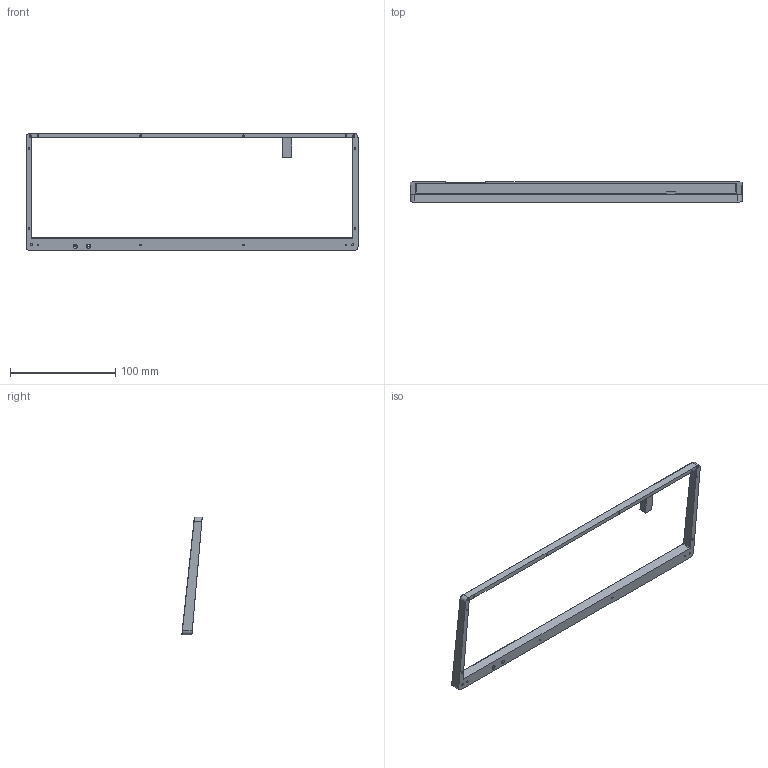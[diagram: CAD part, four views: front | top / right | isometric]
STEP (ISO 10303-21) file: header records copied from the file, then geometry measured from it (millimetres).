
FILE_DESCRIPTION(/* description */ (''),/* implementation_level */ '2;1');
FILE_NAME(/* name */ 'top.step',/* time_stamp */ '2020-01-10T19:21:41+00:00',/* author */ (''),/* organization */ (''),/* preprocessor_version */ 'ST-DEVELOPER v18',/* originating_system */ 'Autodesk Translation Framework v8.12.0.6',/* authorisation */ '');
FILE_SCHEMA (('AUTOMOTIVE_DESIGN { 1 0 10303 214 3 1 1 }'));
Length unit declared in the file: millimetre
Products named in the file (1): top
Bounding box: 315.75 x 19.37 x 111.8 mm (x, y, z)
Volume: 52493.3 mm3; surface area: 26860 mm2
Topology: 1 solids, 1 shells, 92 faces, 238 edges, 152 vertices
Faces by surface type: cylinder 43, plane 23, cone 14, bspline 12
Full cylindrical faces by diameter (mm): 1.623 x12, 2.2 x6
Entity records: 3052 total; most frequent: CARTESIAN_POINT 731, DIRECTION 504, ORIENTED_EDGE 452, EDGE_CURVE 226, AXIS2_PLACEMENT_3D 197, VERTEX_POINT 152, EDGE_LOOP 114, LINE 110
